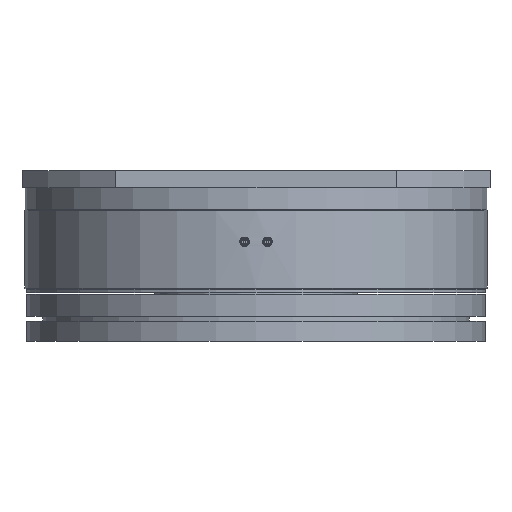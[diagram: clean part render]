
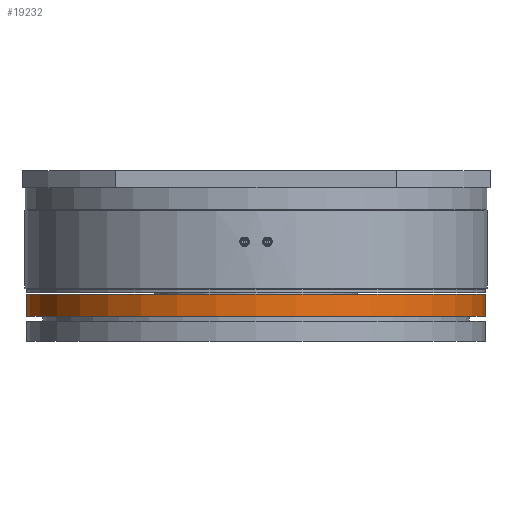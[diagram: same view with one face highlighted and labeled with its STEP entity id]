
A CAD part, front view. The second image highlights one B-rep face of the part: STEP entity #19232.
In plain terms, the highlighted cylindrical face has radius 80 mm (diameter 160 mm), a partial arc.
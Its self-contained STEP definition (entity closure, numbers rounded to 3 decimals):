
#873 = ORIENTED_EDGE ( 'NONE', *, *, #25078, .F. ) ;
#967 = EDGE_CURVE ( 'NONE', #10645, #6855, #11488, .T. ) ;
#1130 = CARTESIAN_POINT ( 'NONE',  ( -80., 0., -7.7 ) ) ;
#2068 = AXIS2_PLACEMENT_3D ( 'NONE', #13666, #5798, #15374 ) ;
#2181 = VERTEX_POINT ( 'NONE', #6932 ) ;
#2674 = FACE_OUTER_BOUND ( 'NONE', #13509, .T. ) ;
#3190 = ORIENTED_EDGE ( 'NONE', *, *, #967, .T. ) ;
#4982 = EDGE_CURVE ( 'NONE', #6855, #2181, #7692, .T. ) ;
#5170 = DIRECTION ( 'NONE',  ( 0., 0., 1. ) ) ;
#5768 = DIRECTION ( 'NONE',  ( 0., 0., 1. ) ) ;
#5798 = DIRECTION ( 'NONE',  ( 0., 0., 1. ) ) ;
#6855 = VERTEX_POINT ( 'NONE', #10442 ) ;
#6932 = CARTESIAN_POINT ( 'NONE',  ( 80., 0., 0. ) ) ;
#7692 = LINE ( 'NONE', #15589, #9017 ) ;
#8382 = CYLINDRICAL_SURFACE ( 'NONE', #8713, 80. ) ;
#8713 = AXIS2_PLACEMENT_3D ( 'NONE', #10558, #21963, #10183 ) ;
#9017 = VECTOR ( 'NONE', #5768, 1000. ) ;
#9115 = DIRECTION ( 'NONE',  ( 0., 0., 1. ) ) ;
#9226 = ORIENTED_EDGE ( 'NONE', *, *, #4982, .T. ) ;
#10183 = DIRECTION ( 'NONE',  ( 1., 0., 0. ) ) ;
#10442 = CARTESIAN_POINT ( 'NONE',  ( 80., 0., -7.7 ) ) ;
#10558 = CARTESIAN_POINT ( 'NONE',  ( 0., 0., 3.326 ) ) ;
#10645 = VERTEX_POINT ( 'NONE', #1130 ) ;
#10734 = VECTOR ( 'NONE', #9115, 1000. ) ;
#11488 = CIRCLE ( 'NONE', #19766, 80. ) ;
#11930 = VERTEX_POINT ( 'NONE', #17128 ) ;
#13509 = EDGE_LOOP ( 'NONE', ( #873, #3190, #9226, #18013 ) ) ;
#13666 = CARTESIAN_POINT ( 'NONE',  ( 0., 0., 0. ) ) ;
#15004 = DIRECTION ( 'NONE',  ( 1., 0., 0. ) ) ;
#15374 = DIRECTION ( 'NONE',  ( 1., 0., 0. ) ) ;
#15589 = CARTESIAN_POINT ( 'NONE',  ( 80., 0., 3.326 ) ) ;
#16736 = LINE ( 'NONE', #18430, #10734 ) ;
#17128 = CARTESIAN_POINT ( 'NONE',  ( -80., 0., 0. ) ) ;
#18013 = ORIENTED_EDGE ( 'NONE', *, *, #22947, .F. ) ;
#18430 = CARTESIAN_POINT ( 'NONE',  ( -80., 0., 3.326 ) ) ;
#19232 = ADVANCED_FACE ( 'NONE', ( #2674 ), #8382, .T. ) ;
#19766 = AXIS2_PLACEMENT_3D ( 'NONE', #24423, #5170, #15004 ) ;
#21963 = DIRECTION ( 'NONE',  ( 0., 0., 1. ) ) ;
#22947 = EDGE_CURVE ( 'NONE', #11930, #2181, #24337, .T. ) ;
#24337 = CIRCLE ( 'NONE', #2068, 80. ) ;
#24423 = CARTESIAN_POINT ( 'NONE',  ( 0., 0., -7.7 ) ) ;
#25078 = EDGE_CURVE ( 'NONE', #10645, #11930, #16736, .T. ) ;
